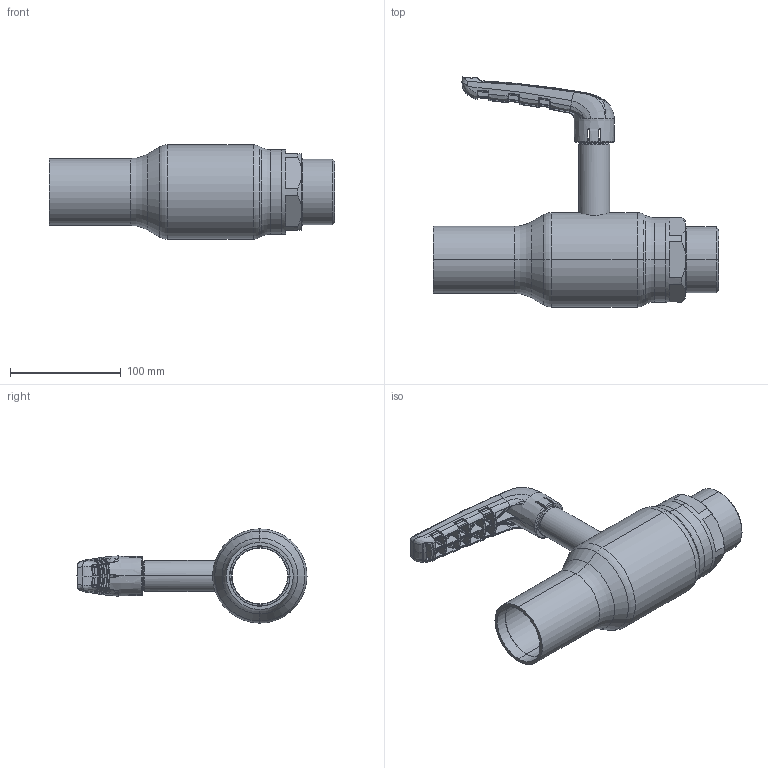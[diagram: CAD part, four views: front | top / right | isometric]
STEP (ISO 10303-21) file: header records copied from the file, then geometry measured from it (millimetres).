
FILE_DESCRIPTION (( 'STEP AP214' ), '1' );
FILE_NAME ('1050003701-2101.step', '2023-09-15T09:43:43', ( '' ), ( '' ), 'SwSTEP 2.0', 'SolidWorks 2021', '' );
FILE_SCHEMA (( 'AUTOMOTIVE_DESIGN' ));
Length unit declared in the file: millimetre
Products named in the file (1): 1050003701-2101
Bounding box: 257 x 207.31 x 85 mm (x, y, z)
Surface area: 112327.4 mm2 (no closed solid volume)
Topology: 0 solids, 11 shells, 752 faces, 2498 edges, 1627 vertices
Faces by surface type: bspline 612, plane 53, cylinder 32, cone 28, torus 19, sphere 8
Entity records: 57661 total; most frequent: CARTESIAN_POINT 33797, ORIENTED_EDGE 3925, EDGE_CURVE 2486, B_SPLINE_CURVE_WITH_KNOTS 1760, VERTEX_POINT 1627, DIRECTION 1555, EDGE_LOOP 760, UNCERTAINTY_MEASURE_WITH_UNIT 754
